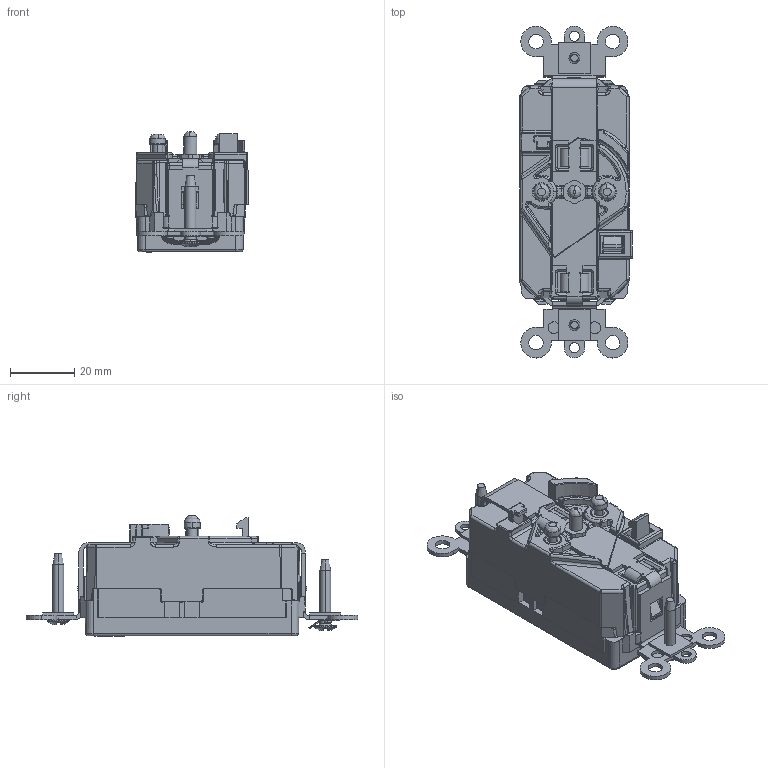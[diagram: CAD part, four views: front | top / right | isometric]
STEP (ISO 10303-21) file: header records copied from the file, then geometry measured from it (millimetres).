
FILE_DESCRIPTION (( 'STEP AP214' ), '1' );
FILE_NAME ('CATSTD-MT162-ILX-M01.STEP', '2020-10-06T19:34:59', ( '' ), ( '' ), 'SwSTEP 2.0', 'SolidWorks 2020', '' );
FILE_SCHEMA (( 'AUTOMOTIVE_DESIGN' ));
Length unit declared in the file: inch
Products named in the file (1): CATSTD-MT162-ILX-M01
Bounding box: 35.02 x 103.25 x 37.63 mm (x, y, z)
Volume: 16434.4 mm3; surface area: 27158.8 mm2
Topology: 13 solids, 13 shells, 1821 faces, 4819 edges, 3030 vertices
Faces by surface type: plane 867, cylinder 512, bspline 278, cone 78, sphere 47, torus 39
Entity records: 84120 total; most frequent: CARTESIAN_POINT 18269, ORIENTED_EDGE 9592, DIRECTION 7899, EDGE_CURVE 4796, VERTEX_POINT 3030, VECTOR 2709, LINE 2709, AXIS2_PLACEMENT_3D 2595
